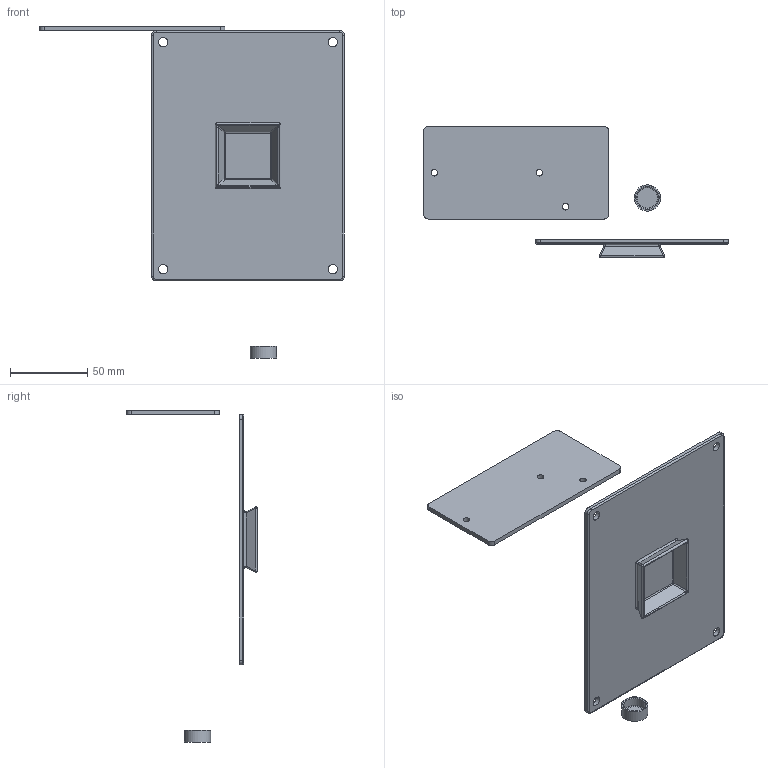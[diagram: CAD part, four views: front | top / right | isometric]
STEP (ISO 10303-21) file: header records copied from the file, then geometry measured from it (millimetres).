
FILE_DESCRIPTION(('FreeCAD Model'),'2;1');
FILE_NAME('Open CASCADE Shape Model','2025-02-27T12:45:54',('Author'),( ''),'Open CASCADE STEP processor 7.6','FreeCAD','Unknown');
FILE_SCHEMA(('AUTOMOTIVE_DESIGN { 1 0 10303 214 1 1 1 1 }'));
Length unit declared in the file: millimetre
Products named in the file (4): rsu_gps_antenna_holder; rsu_socket_cover; rsu_holder; gps_antenna_holder
Assembly tree (3 placements, depth 2):
  rsu_gps_antenna_holder
    rsu_socket_cover
    rsu_holder
    gps_antenna_holder
Bounding box: 197.5 x 84.8 x 215 mm (x, y, z)
Volume: 85377.6 mm3; surface area: 61119.1 mm2
Topology: 3 solids, 3 shells, 92 faces, 207 edges, 116 vertices
Faces by surface type: cylinder 37, plane 25, bspline 16, sphere 8, torus 6
Full cylindrical faces by diameter (mm): 4.3 x3, 6 x4, 14.15 x1, 17 x1
Entity records: 6148 total; most frequent: CARTESIAN_POINT 2283, DIRECTION 642, ORIENTED_EDGE 398, PCURVE 398, DEFINITIONAL_REPRESENTATION 398, LINE 316, VECTOR 316, EDGE_CURVE 199
